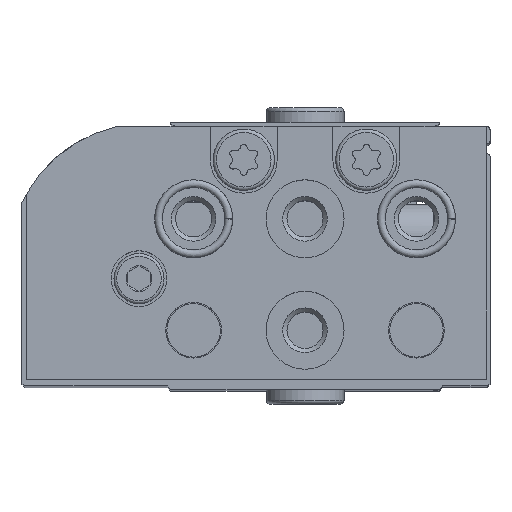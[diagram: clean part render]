
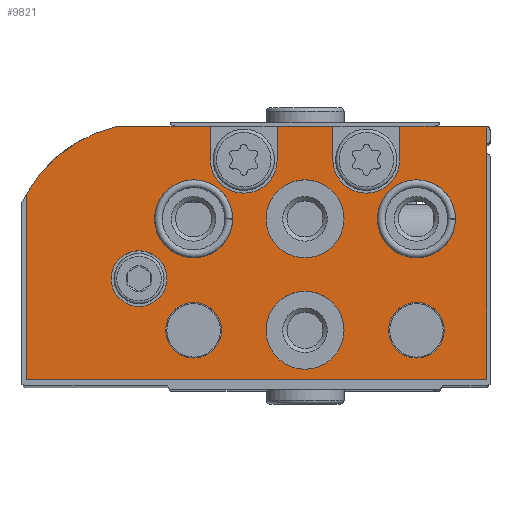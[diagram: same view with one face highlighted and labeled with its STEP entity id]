
A CAD part, top view. The second image highlights one B-rep face of the part: STEP entity #9821.
In plain terms, the highlighted face is planar.
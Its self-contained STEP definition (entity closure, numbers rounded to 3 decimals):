
#1006=LINE('',#16685,#1762);
#1010=LINE('',#16693,#1766);
#1014=LINE('',#16699,#1770);
#1017=LINE('',#16719,#1773);
#1018=LINE('',#16723,#1774);
#1019=LINE('',#16726,#1775);
#1020=LINE('',#16728,#1776);
#1021=LINE('',#16730,#1777);
#1022=LINE('',#16731,#1778);
#1023=LINE('',#16735,#1779);
#1762=VECTOR('',#13526,1000.);
#1766=VECTOR('',#13530,1000.);
#1770=VECTOR('',#13534,1000.);
#1773=VECTOR('',#13553,1000.);
#1774=VECTOR('',#13556,1000.);
#1775=VECTOR('',#13559,1000.);
#1776=VECTOR('',#13560,1000.);
#1777=VECTOR('',#13561,1000.);
#1778=VECTOR('',#13562,1000.);
#1779=VECTOR('',#13565,1000.);
#3760=ORIENTED_EDGE('',*,*,#5569,.T.);
#3761=ORIENTED_EDGE('',*,*,#5570,.T.);
#3762=ORIENTED_EDGE('',*,*,#5571,.T.);
#3763=ORIENTED_EDGE('',*,*,#5572,.T.);
#3764=ORIENTED_EDGE('',*,*,#5573,.T.);
#3765=ORIENTED_EDGE('',*,*,#5574,.T.);
#3766=ORIENTED_EDGE('',*,*,#5575,.T.);
#3767=ORIENTED_EDGE('',*,*,#5576,.T.);
#3768=ORIENTED_EDGE('',*,*,#5577,.T.);
#3769=ORIENTED_EDGE('',*,*,#5578,.T.);
#3770=ORIENTED_EDGE('',*,*,#5566,.F.);
#3771=ORIENTED_EDGE('',*,*,#5579,.F.);
#3772=ORIENTED_EDGE('',*,*,#5580,.F.);
#3773=ORIENTED_EDGE('',*,*,#5581,.F.);
#3774=ORIENTED_EDGE('',*,*,#5582,.F.);
#3775=ORIENTED_EDGE('',*,*,#5562,.F.);
#3776=ORIENTED_EDGE('',*,*,#5583,.T.);
#3777=ORIENTED_EDGE('',*,*,#5584,.T.);
#3778=ORIENTED_EDGE('',*,*,#5585,.T.);
#3779=ORIENTED_EDGE('',*,*,#5558,.F.);
#5558=EDGE_CURVE('',#6642,#6643,#1006,.T.);
#5562=EDGE_CURVE('',#6646,#6647,#1010,.T.);
#5566=EDGE_CURVE('',#6648,#6649,#1014,.T.);
#5569=EDGE_CURVE('',#6651,#6651,#7240,.T.);
#5570=EDGE_CURVE('',#6652,#6652,#7241,.T.);
#5571=EDGE_CURVE('',#6653,#6653,#7242,.T.);
#5572=EDGE_CURVE('',#6654,#6654,#7243,.T.);
#5573=EDGE_CURVE('',#6655,#6655,#7244,.T.);
#5574=EDGE_CURVE('',#6656,#6656,#7245,.T.);
#5575=EDGE_CURVE('',#6657,#6657,#7246,.T.);
#5576=EDGE_CURVE('',#6642,#6658,#1017,.T.);
#5577=EDGE_CURVE('',#6658,#6659,#7247,.T.);
#5578=EDGE_CURVE('',#6659,#6649,#1018,.T.);
#5579=EDGE_CURVE('',#6660,#6648,#7248,.T.);
#5580=EDGE_CURVE('',#6661,#6660,#1019,.T.);
#5581=EDGE_CURVE('',#6662,#6661,#1020,.T.);
#5582=EDGE_CURVE('',#6647,#6662,#1021,.T.);
#5583=EDGE_CURVE('',#6646,#6663,#1022,.T.);
#5584=EDGE_CURVE('',#6663,#6664,#7249,.T.);
#5585=EDGE_CURVE('',#6664,#6643,#1023,.T.);
#6642=VERTEX_POINT('',#16684);
#6643=VERTEX_POINT('',#16686);
#6646=VERTEX_POINT('',#16692);
#6647=VERTEX_POINT('',#16694);
#6648=VERTEX_POINT('',#16698);
#6649=VERTEX_POINT('',#16700);
#6651=VERTEX_POINT('',#16706);
#6652=VERTEX_POINT('',#16708);
#6653=VERTEX_POINT('',#16710);
#6654=VERTEX_POINT('',#16712);
#6655=VERTEX_POINT('',#16714);
#6656=VERTEX_POINT('',#16716);
#6657=VERTEX_POINT('',#16718);
#6658=VERTEX_POINT('',#16720);
#6659=VERTEX_POINT('',#16722);
#6660=VERTEX_POINT('',#16725);
#6661=VERTEX_POINT('',#16727);
#6662=VERTEX_POINT('',#16729);
#6663=VERTEX_POINT('',#16732);
#6664=VERTEX_POINT('',#16734);
#7240=CIRCLE('',#11092,2.5);
#7241=CIRCLE('',#11093,3.5);
#7242=CIRCLE('',#11094,3.5);
#7243=CIRCLE('',#11095,3.5);
#7244=CIRCLE('',#11096,3.5);
#7245=CIRCLE('',#11097,2.5);
#7246=CIRCLE('',#11098,2.5);
#7247=CIRCLE('',#11099,3.);
#7248=CIRCLE('',#11100,12.5);
#7249=CIRCLE('',#11101,3.);
#7959=EDGE_LOOP('',(#3760));
#7960=EDGE_LOOP('',(#3761));
#7961=EDGE_LOOP('',(#3762));
#7962=EDGE_LOOP('',(#3763));
#7963=EDGE_LOOP('',(#3764));
#7964=EDGE_LOOP('',(#3765));
#7965=EDGE_LOOP('',(#3766));
#7966=EDGE_LOOP('',(#3767,#3768,#3769,#3770,#3771,#3772,#3773,#3774,#3775,
#3776,#3777,#3778,#3779));
#8821=FACE_BOUND('',#7959,.T.);
#8822=FACE_BOUND('',#7960,.T.);
#8823=FACE_BOUND('',#7961,.T.);
#8824=FACE_BOUND('',#7962,.T.);
#8825=FACE_BOUND('',#7963,.T.);
#8826=FACE_BOUND('',#7964,.T.);
#8827=FACE_BOUND('',#7965,.T.);
#8828=FACE_BOUND('',#7966,.T.);
#9350=PLANE('',#11091);
#9821=ADVANCED_FACE('',(#8821,#8822,#8823,#8824,#8825,#8826,#8827,#8828),
#9350,.F.);
#11091=AXIS2_PLACEMENT_3D('',#16704,#13537,#13538);
#11092=AXIS2_PLACEMENT_3D('',#16705,#13539,#13540);
#11093=AXIS2_PLACEMENT_3D('',#16707,#13541,#13542);
#11094=AXIS2_PLACEMENT_3D('',#16709,#13543,#13544);
#11095=AXIS2_PLACEMENT_3D('',#16711,#13545,#13546);
#11096=AXIS2_PLACEMENT_3D('',#16713,#13547,#13548);
#11097=AXIS2_PLACEMENT_3D('',#16715,#13549,#13550);
#11098=AXIS2_PLACEMENT_3D('',#16717,#13551,#13552);
#11099=AXIS2_PLACEMENT_3D('',#16721,#13554,#13555);
#11100=AXIS2_PLACEMENT_3D('',#16724,#13557,#13558);
#11101=AXIS2_PLACEMENT_3D('',#16733,#13563,#13564);
#13526=DIRECTION('',(-1.,0.,0.));
#13530=DIRECTION('',(-1.,0.,0.));
#13534=DIRECTION('',(-1.,0.,0.));
#13537=DIRECTION('',(0.,0.,1.));
#13538=DIRECTION('',(1.,0.,0.));
#13539=DIRECTION('',(0.,0.,1.));
#13540=DIRECTION('',(1.,0.,0.));
#13541=DIRECTION('',(0.,0.,1.));
#13542=DIRECTION('',(1.,0.,0.));
#13543=DIRECTION('',(0.,0.,1.));
#13544=DIRECTION('',(1.,0.,0.));
#13545=DIRECTION('',(0.,0.,1.));
#13546=DIRECTION('',(1.,0.,0.));
#13547=DIRECTION('',(0.,0.,1.));
#13548=DIRECTION('',(1.,0.,0.));
#13549=DIRECTION('',(0.,0.,1.));
#13550=DIRECTION('',(1.,0.,0.));
#13551=DIRECTION('',(0.,0.,1.));
#13552=DIRECTION('',(1.,0.,0.));
#13553=DIRECTION('',(0.,-1.,0.));
#13554=DIRECTION('',(0.,0.,1.));
#13555=DIRECTION('',(1.,0.,0.));
#13556=DIRECTION('',(0.,1.,0.));
#13557=DIRECTION('',(0.,0.,1.));
#13558=DIRECTION('',(1.,0.,0.));
#13559=DIRECTION('',(0.,1.,0.));
#13560=DIRECTION('',(1.,0.,0.));
#13561=DIRECTION('',(0.,-1.,0.));
#13562=DIRECTION('',(0.,-1.,0.));
#13563=DIRECTION('',(0.,0.,1.));
#13564=DIRECTION('',(1.,0.,0.));
#13565=DIRECTION('',(0.,1.,0.));
#16684=CARTESIAN_POINT('',(18.8,22.7,0.));
#16685=CARTESIAN_POINT('',(33.122,22.7,0.));
#16686=CARTESIAN_POINT('',(13.8,22.7,0.));
#16692=CARTESIAN_POINT('',(7.8,22.7,0.));
#16693=CARTESIAN_POINT('',(33.122,22.7,0.));
#16694=CARTESIAN_POINT('',(0.,22.7,0.));
#16698=CARTESIAN_POINT('',(33.122,22.7,0.));
#16699=CARTESIAN_POINT('',(33.122,22.7,0.));
#16700=CARTESIAN_POINT('',(24.8,22.7,0.));
#16704=CARTESIAN_POINT('',(30.4,10.5,0.));
#16705=CARTESIAN_POINT('',(31.2,9.03,0.));
#16706=CARTESIAN_POINT('',(33.7,9.03,0.));
#16707=CARTESIAN_POINT('',(26.3,14.4,0.));
#16708=CARTESIAN_POINT('',(29.8,14.4,0.));
#16709=CARTESIAN_POINT('',(16.3,14.4,0.));
#16710=CARTESIAN_POINT('',(19.8,14.4,0.));
#16711=CARTESIAN_POINT('',(6.3,14.4,0.));
#16712=CARTESIAN_POINT('',(9.8,14.4,0.));
#16713=CARTESIAN_POINT('',(16.3,4.4,0.));
#16714=CARTESIAN_POINT('',(19.8,4.4,0.));
#16715=CARTESIAN_POINT('',(26.3,4.4,0.));
#16716=CARTESIAN_POINT('',(28.8,4.4,0.));
#16717=CARTESIAN_POINT('',(6.3,4.4,0.));
#16718=CARTESIAN_POINT('',(8.8,4.4,0.));
#16719=CARTESIAN_POINT('',(18.8,22.7,0.));
#16720=CARTESIAN_POINT('',(18.8,19.7,0.));
#16721=CARTESIAN_POINT('',(21.8,19.7,0.));
#16722=CARTESIAN_POINT('',(24.8,19.7,0.));
#16723=CARTESIAN_POINT('',(24.8,19.7,0.));
#16724=CARTESIAN_POINT('',(30.4,10.5,0.));
#16725=CARTESIAN_POINT('',(41.3,16.619,0.));
#16726=CARTESIAN_POINT('',(41.3,0.,0.));
#16727=CARTESIAN_POINT('',(41.3,0.,0.));
#16728=CARTESIAN_POINT('',(0.,0.,0.));
#16729=CARTESIAN_POINT('',(0.,0.,0.));
#16730=CARTESIAN_POINT('',(0.,22.7,0.));
#16731=CARTESIAN_POINT('',(7.8,22.7,0.));
#16732=CARTESIAN_POINT('',(7.8,19.7,0.));
#16733=CARTESIAN_POINT('',(10.8,19.7,0.));
#16734=CARTESIAN_POINT('',(13.8,19.7,0.));
#16735=CARTESIAN_POINT('',(13.8,19.7,0.));
